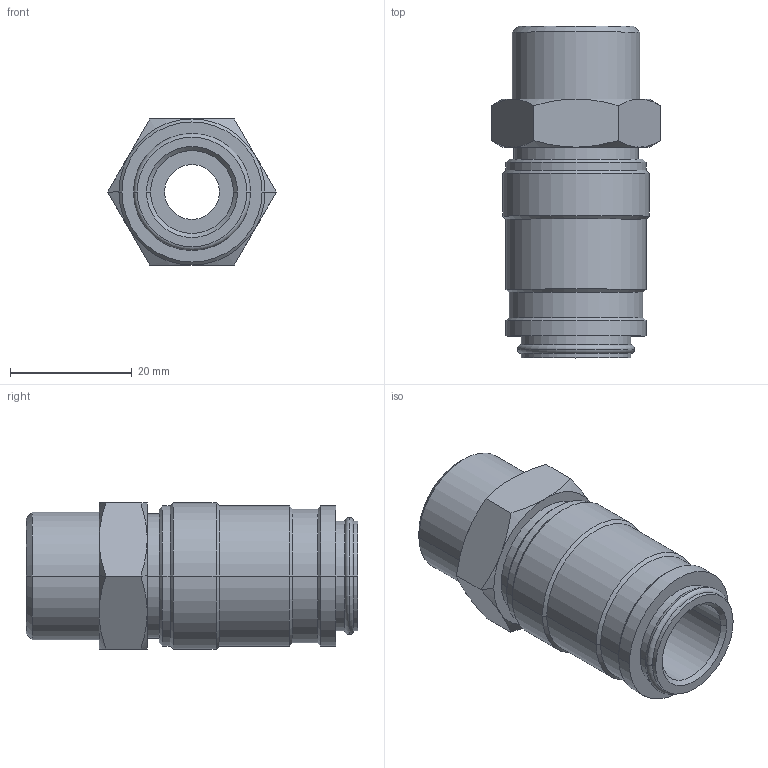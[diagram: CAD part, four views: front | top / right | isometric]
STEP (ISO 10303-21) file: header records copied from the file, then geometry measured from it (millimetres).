
FILE_DESCRIPTION(('STEP AP214'),'1');
FILE_NAME('esd_12_alab.stp','2020-04-22T06:13:08',('TraceParts'),('TraceParts S.A.'),'Spatial InterOp 3D',' ',' ');
FILE_SCHEMA(('automotive_design'));
Length unit declared in the file: millimetre
Products named in the file (1): 1
Bounding box: 27.71 x 54.5 x 24 mm (x, y, z)
Volume: 16478.7 mm3; surface area: 6640.8 mm2
Topology: 1 solids, 1 shells, 71 faces, 146 edges, 82 vertices
Faces by surface type: cone 32, cylinder 22, plane 13, torus 4
Entity records: 2458 total; most frequent: CARTESIAN_POINT 396, DIRECTION 340, ORIENTED_EDGE 292, AXIS2_PLACEMENT_3D 146, EDGE_CURVE 146, VERTEX_POINT 82, EDGE_LOOP 78, CIRCLE 74
